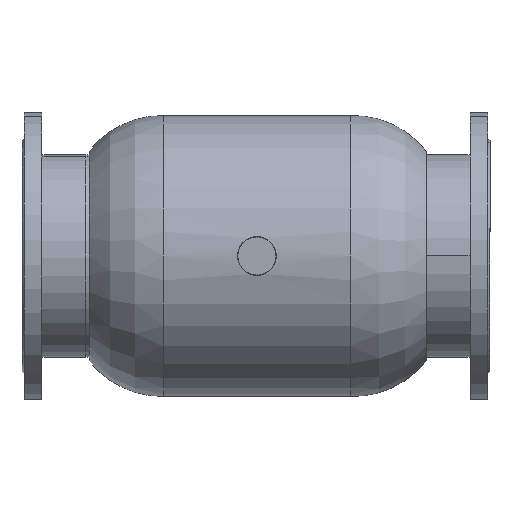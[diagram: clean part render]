
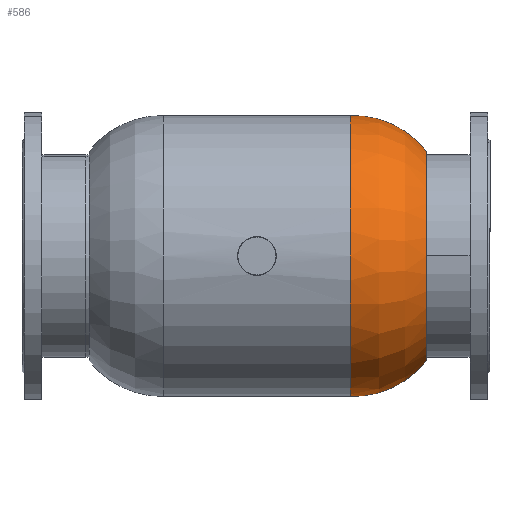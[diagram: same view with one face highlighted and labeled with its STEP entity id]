
A CAD part, front view. The second image highlights one B-rep face of the part: STEP entity #586.
In plain terms, the highlighted toroidal (fillet/blend) face has major radius 77.068 mm and minor radius 148 mm.
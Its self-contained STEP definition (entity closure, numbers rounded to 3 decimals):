
#258 = DIRECTION ( 'NONE',  ( 0., -1., 0. ) ) ;
#478 = CIRCLE ( 'NONE', #3107, 148. ) ;
#548 = DIRECTION ( 'NONE',  ( 0., 0., 1. ) ) ;
#586 = ADVANCED_FACE ( 'NONE', ( #2162 ), #7420, .T. ) ;
#909 = DIRECTION ( 'NONE',  ( -1., 0., 0. ) ) ;
#1103 = AXIS2_PLACEMENT_3D ( 'NONE', #7111, #2955, #6612 ) ;
#1273 = AXIS2_PLACEMENT_3D ( 'NONE', #3236, #258, #5043 ) ;
#1683 = EDGE_CURVE ( 'NONE', #3215, #3381, #1897, .T. ) ;
#1897 = CIRCLE ( 'NONE', #1273, 148. ) ;
#2055 = ORIENTED_EDGE ( 'NONE', *, *, #5172, .F. ) ;
#2162 = FACE_OUTER_BOUND ( 'NONE', #2374, .T. ) ;
#2271 = DIRECTION ( 'NONE',  ( 0., 0., 1. ) ) ;
#2309 = DIRECTION ( 'NONE',  ( -1., 0., 0. ) ) ;
#2357 = CARTESIAN_POINT ( 'NONE',  ( 271.249, 0., 0. ) ) ;
#2374 = EDGE_LOOP ( 'NONE', ( #5729, #4880, #5219, #2055 ) ) ;
#2524 = CARTESIAN_POINT ( 'NONE',  ( 271.249, 0., -168. ) ) ;
#2955 = DIRECTION ( 'NONE',  ( -1., 0., 0. ) ) ;
#3107 = AXIS2_PLACEMENT_3D ( 'NONE', #5325, #7638, #548 ) ;
#3215 = VERTEX_POINT ( 'NONE', #5776 ) ;
#3236 = CARTESIAN_POINT ( 'NONE',  ( 154.479, 0., 77.068 ) ) ;
#3381 = VERTEX_POINT ( 'NONE', #5371 ) ;
#3736 = CIRCLE ( 'NONE', #1103, 225. ) ;
#3938 = DIRECTION ( 'NONE',  ( 0., 0., 1. ) ) ;
#4621 = CIRCLE ( 'NONE', #5599, 168. ) ;
#4880 = ORIENTED_EDGE ( 'NONE', *, *, #6908, .T. ) ;
#5043 = DIRECTION ( 'NONE',  ( 0., 0., -1. ) ) ;
#5172 = EDGE_CURVE ( 'NONE', #7013, #3381, #3736, .T. ) ;
#5219 = ORIENTED_EDGE ( 'NONE', *, *, #1683, .T. ) ;
#5325 = CARTESIAN_POINT ( 'NONE',  ( 154.479, 0., -77.068 ) ) ;
#5371 = CARTESIAN_POINT ( 'NONE',  ( 150., 0., 225. ) ) ;
#5599 = AXIS2_PLACEMENT_3D ( 'NONE', #2357, #2309, #2271 ) ;
#5729 = ORIENTED_EDGE ( 'NONE', *, *, #7124, .F. ) ;
#5776 = CARTESIAN_POINT ( 'NONE',  ( 271.249, 0., 168. ) ) ;
#6054 = CARTESIAN_POINT ( 'NONE',  ( 150., 0., -225. ) ) ;
#6597 = VERTEX_POINT ( 'NONE', #2524 ) ;
#6612 = DIRECTION ( 'NONE',  ( 0., 0., 1. ) ) ;
#6806 = AXIS2_PLACEMENT_3D ( 'NONE', #7415, #909, #3938 ) ;
#6908 = EDGE_CURVE ( 'NONE', #6597, #3215, #4621, .T. ) ;
#7013 = VERTEX_POINT ( 'NONE', #6054 ) ;
#7111 = CARTESIAN_POINT ( 'NONE',  ( 150., 0., 0. ) ) ;
#7124 = EDGE_CURVE ( 'NONE', #6597, #7013, #478, .T. ) ;
#7415 = CARTESIAN_POINT ( 'NONE',  ( 154.479, 0., 0. ) ) ;
#7420 = TOROIDAL_SURFACE ( 'NONE', #6806, 77.068, 148. ) ;
#7638 = DIRECTION ( 'NONE',  ( 0., 1., 0. ) ) ;
